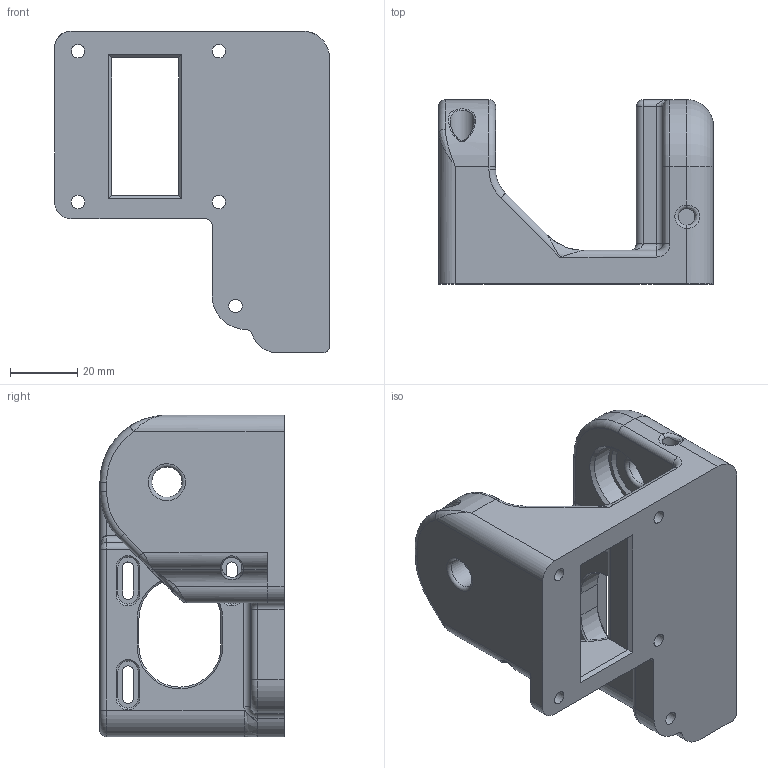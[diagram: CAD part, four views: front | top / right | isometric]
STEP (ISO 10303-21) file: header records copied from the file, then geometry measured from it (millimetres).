
FILE_DESCRIPTION(/* description */ (''),/* implementation_level */ '2;1');
FILE_NAME(/* name */ 'Motor_Mount.step',/* time_stamp */ '2021-04-18T23:32:36+02:00',/* author */ (''),/* organization */ (''),/* preprocessor_version */ 'ST-DEVELOPER v18.1',/* originating_system */ 'Autodesk Translation Framework v10.6.0.1341',/* authorisation */ '');
FILE_SCHEMA (('AUTOMOTIVE_DESIGN { 1 0 10303 214 3 1 1 }'));
Length unit declared in the file: millimetre
Products named in the file (1): Riemen_Gegenstück
Bounding box: 82 x 55 x 96 mm (x, y, z)
Volume: 117949.1 mm3; surface area: 35102.5 mm2
Topology: 1 solids, 1 shells, 225 faces, 537 edges, 315 vertices
Faces by surface type: plane 87, cylinder 73, torus 23, cone 22, bspline 17, sphere 3
Full cylindrical faces by diameter (mm): 4 x5, 5 x1, 6 x1, 7.2 x1, 9 x2, 22.2 x2
Entity records: 7308 total; most frequent: CARTESIAN_POINT 2012, DIRECTION 1134, ORIENTED_EDGE 1064, EDGE_CURVE 532, AXIS2_PLACEMENT_3D 421, VERTEX_POINT 315, LINE 292, VECTOR 292
